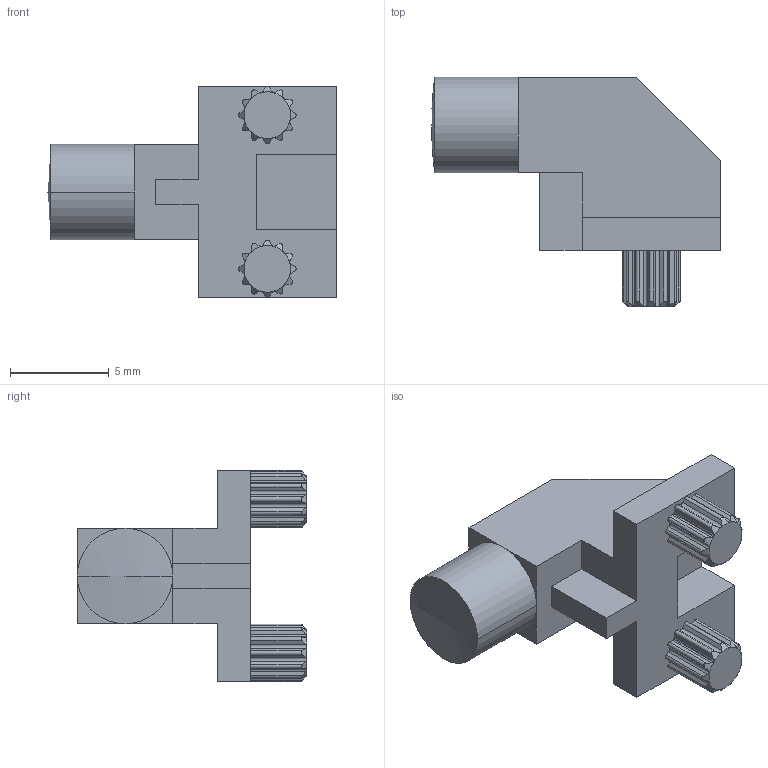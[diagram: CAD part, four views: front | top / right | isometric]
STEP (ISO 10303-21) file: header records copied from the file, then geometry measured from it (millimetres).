
FILE_DESCRIPTION((''),'2;1');
FILE_NAME('5151011F','2008-06-16T',('jenkink'),(''),'PRO/ENGINEER BY PARAMETRIC TECHNOLOGY CORPORATION, 2007370','PRO/ENGINEER BY PARAMETRIC TECHNOLOGY CORPORATION, 2007370','');
FILE_SCHEMA(('CONFIG_CONTROL_DESIGN'));
Length unit declared in the file: inch
Products named in the file (1): 5151011F
Bounding box: 14.61 x 11.61 x 10.72 mm (x, y, z)
Surface area: 570.1 mm2 (no closed solid volume)
Topology: 0 solids, 1 shells, 166 faces, 449 edges, 285 vertices
Faces by surface type: plane 74, cylinder 66, cone 24, sphere 2
Entity records: 5495 total; most frequent: CARTESIAN_POINT 1450, ORIENTED_EDGE 894, DIRECTION 763, EDGE_CURVE 447, VERTEX_POINT 285, AXIS2_PLACEMENT_3D 270, VECTOR 223, LINE 223
